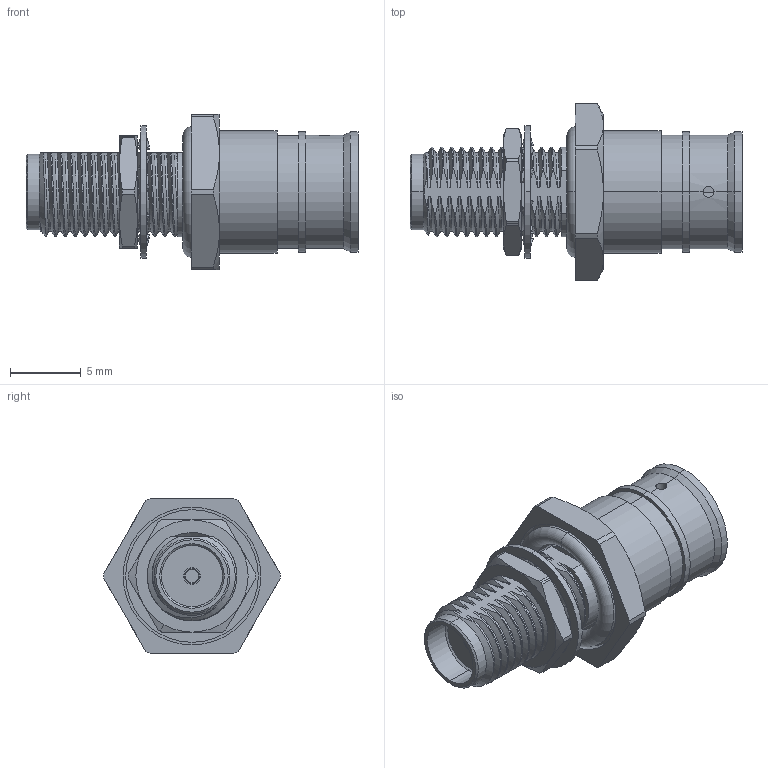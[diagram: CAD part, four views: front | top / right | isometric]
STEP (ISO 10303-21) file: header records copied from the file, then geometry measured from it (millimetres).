
FILE_DESCRIPTION (( 'STEP AP214' ), '1' );
FILE_NAME ('FMCN1721.step', '2021-01-28T21:31:53', ( '' ), ( '' ), 'SwSTEP 2.0', 'SolidWorks 2018', '' );
FILE_SCHEMA (( 'AUTOMOTIVE_DESIGN' ));
Length unit declared in the file: inch
Products named in the file (1): FMCN1721
Bounding box: 23.51 x 12.5 x 11 mm (x, y, z)
Volume: 871.5 mm3; surface area: 1357.6 mm2
Topology: 4 solids, 4 shells, 257 faces, 729 edges, 486 vertices
Faces by surface type: bspline 88, cylinder 82, plane 44, cone 39, torus 4
Entity records: 26399 total; most frequent: CARTESIAN_POINT 20556, ORIENTED_EDGE 1458, DIRECTION 904, EDGE_CURVE 729, VERTEX_POINT 486, AXIS2_PLACEMENT_3D 342, EDGE_LOOP 271, FACE_OUTER_BOUND 257
